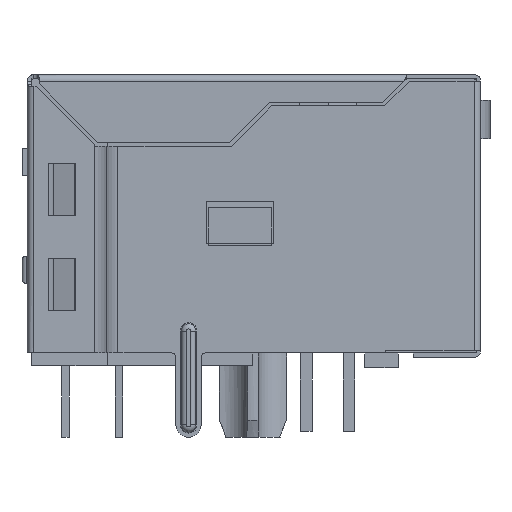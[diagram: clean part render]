
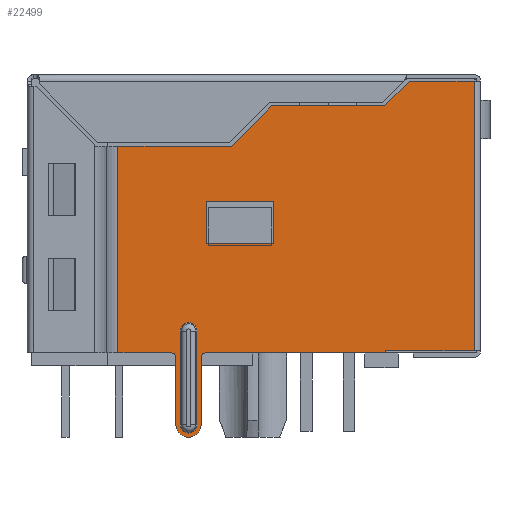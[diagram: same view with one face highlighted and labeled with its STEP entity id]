
A CAD part, left-side view. The second image highlights one B-rep face of the part: STEP entity #22499.
In plain terms, the highlighted planar face has unit normal (-1, 0, 0).
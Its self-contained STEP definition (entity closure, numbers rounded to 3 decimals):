
#1502=LINE('',#30058,#3132);
#1503=LINE('',#30068,#3133);
#1572=LINE('',#30286,#3202);
#1576=LINE('',#30295,#3206);
#1579=LINE('',#30301,#3209);
#1582=LINE('',#30307,#3212);
#2214=LINE('',#34471,#3844);
#2219=LINE('',#34484,#3849);
#2224=LINE('',#34497,#3854);
#2227=LINE('',#34511,#3857);
#2231=LINE('',#34522,#3861);
#2233=LINE('',#34526,#3863);
#2236=LINE('',#34530,#3866);
#2240=LINE('',#34535,#3870);
#2245=LINE('',#34544,#3875);
#2248=LINE('',#34550,#3878);
#2251=LINE('',#34556,#3881);
#2256=LINE('',#34563,#3886);
#2257=LINE('',#34565,#3887);
#3132=VECTOR('',#25446,1000.);
#3133=VECTOR('',#25461,1000.);
#3202=VECTOR('',#25700,1000.);
#3206=VECTOR('',#25706,1000.);
#3209=VECTOR('',#25711,1000.);
#3212=VECTOR('',#25716,1000.);
#3844=VECTOR('',#27304,1000.);
#3849=VECTOR('',#27315,1000.);
#3854=VECTOR('',#27328,1000.);
#3857=VECTOR('',#27341,1000.);
#3861=VECTOR('',#27349,1000.);
#3863=VECTOR('',#27353,1000.);
#3866=VECTOR('',#27358,1000.);
#3870=VECTOR('',#27364,1000.);
#3875=VECTOR('',#27371,1000.);
#3878=VECTOR('',#27376,1000.);
#3881=VECTOR('',#27381,1000.);
#3886=VECTOR('',#27388,1000.);
#3887=VECTOR('',#27391,1000.);
#8502=ORIENTED_EDGE('',*,*,#10805,.T.);
#8503=ORIENTED_EDGE('',*,*,#9502,.F.);
#8504=ORIENTED_EDGE('',*,*,#10782,.F.);
#8505=ORIENTED_EDGE('',*,*,#10785,.F.);
#8506=ORIENTED_EDGE('',*,*,#10789,.F.);
#8507=ORIENTED_EDGE('',*,*,#9498,.F.);
#8508=ORIENTED_EDGE('',*,*,#10802,.T.);
#8509=ORIENTED_EDGE('',*,*,#10800,.T.);
#8510=ORIENTED_EDGE('',*,*,#10825,.T.);
#8511=ORIENTED_EDGE('',*,*,#10795,.T.);
#8512=ORIENTED_EDGE('',*,*,#10826,.T.);
#8513=ORIENTED_EDGE('',*,*,#10820,.T.);
#8514=ORIENTED_EDGE('',*,*,#10817,.T.);
#8515=ORIENTED_EDGE('',*,*,#10814,.T.);
#8516=ORIENTED_EDGE('',*,*,#10809,.T.);
#8517=ORIENTED_EDGE('',*,*,#10776,.T.);
#8518=ORIENTED_EDGE('',*,*,#9660,.F.);
#8519=ORIENTED_EDGE('',*,*,#9650,.F.);
#8520=ORIENTED_EDGE('',*,*,#9654,.F.);
#8521=ORIENTED_EDGE('',*,*,#9657,.F.);
#8522=ORIENTED_EDGE('',*,*,#9542,.F.);
#8523=ORIENTED_EDGE('',*,*,#9540,.F.);
#8524=ORIENTED_EDGE('',*,*,#9544,.F.);
#8525=ORIENTED_EDGE('',*,*,#9545,.F.);
#9498=EDGE_CURVE('',#11495,#11496,#12460,.T.);
#9502=EDGE_CURVE('',#11499,#11500,#12462,.T.);
#9540=EDGE_CURVE('',#11524,#11523,#1502,.T.);
#9542=EDGE_CURVE('',#11523,#11525,#12489,.T.);
#9544=EDGE_CURVE('',#11526,#11524,#12491,.T.);
#9545=EDGE_CURVE('',#11525,#11526,#1503,.T.);
#9650=EDGE_CURVE('',#11591,#11592,#1572,.T.);
#9654=EDGE_CURVE('',#11595,#11591,#1576,.T.);
#9657=EDGE_CURVE('',#11597,#11595,#1579,.T.);
#9660=EDGE_CURVE('',#11592,#11597,#1582,.T.);
#10776=EDGE_CURVE('',#12343,#12342,#2214,.T.);
#10782=EDGE_CURVE('',#12348,#11499,#2219,.T.);
#10785=EDGE_CURVE('',#12350,#12348,#12626,.T.);
#10789=EDGE_CURVE('',#11496,#12350,#2224,.T.);
#10795=EDGE_CURVE('',#12358,#12356,#2227,.T.);
#10800=EDGE_CURVE('',#12363,#12362,#2231,.T.);
#10802=EDGE_CURVE('',#11495,#12363,#2233,.T.);
#10805=EDGE_CURVE('',#12342,#11500,#2236,.T.);
#10809=EDGE_CURVE('',#12364,#12343,#2240,.T.);
#10814=EDGE_CURVE('',#12367,#12364,#2245,.T.);
#10817=EDGE_CURVE('',#12369,#12367,#2248,.T.);
#10820=EDGE_CURVE('',#12371,#12369,#2251,.T.);
#10825=EDGE_CURVE('',#12362,#12358,#2256,.T.);
#10826=EDGE_CURVE('',#12356,#12371,#2257,.T.);
#11495=VERTEX_POINT('',#29973);
#11496=VERTEX_POINT('',#29974);
#11499=VERTEX_POINT('',#29982);
#11500=VERTEX_POINT('',#29983);
#11523=VERTEX_POINT('',#30055);
#11524=VERTEX_POINT('',#30057);
#11525=VERTEX_POINT('',#30061);
#11526=VERTEX_POINT('',#30065);
#11591=VERTEX_POINT('',#30287);
#11592=VERTEX_POINT('',#30288);
#11595=VERTEX_POINT('',#30296);
#11597=VERTEX_POINT('',#30302);
#12342=VERTEX_POINT('',#34470);
#12343=VERTEX_POINT('',#34472);
#12348=VERTEX_POINT('',#34485);
#12350=VERTEX_POINT('',#34491);
#12356=VERTEX_POINT('',#34509);
#12358=VERTEX_POINT('',#34512);
#12362=VERTEX_POINT('',#34521);
#12363=VERTEX_POINT('',#34523);
#12364=VERTEX_POINT('',#34536);
#12367=VERTEX_POINT('',#34545);
#12369=VERTEX_POINT('',#34551);
#12371=VERTEX_POINT('',#34557);
#12460=CIRCLE('',#22953,0.2);
#12462=CIRCLE('',#22956,0.2);
#12489=CIRCLE('',#22997,0.4);
#12491=CIRCLE('',#23000,0.4);
#12626=CIRCLE('',#23572,0.6);
#13636=EDGE_LOOP('',(#8502,#8503,#8504,#8505,#8506,#8507,#8508,#8509,#8510,
#8511,#8512,#8513,#8514,#8515,#8516,#8517));
#13637=EDGE_LOOP('',(#8518,#8519,#8520,#8521));
#13638=EDGE_LOOP('',(#8522,#8523,#8524,#8525));
#14634=FACE_BOUND('',#13636,.T.);
#14635=FACE_BOUND('',#13637,.T.);
#14636=FACE_BOUND('',#13638,.T.);
#15319=PLANE('',#23633);
#22499=ADVANCED_FACE('',(#14634,#14635,#14636),#15319,.T.);
#22953=AXIS2_PLACEMENT_3D('',#29972,#25348,#25349);
#22956=AXIS2_PLACEMENT_3D('',#29981,#25356,#25357);
#22997=AXIS2_PLACEMENT_3D('',#30062,#25451,#25452);
#23000=AXIS2_PLACEMENT_3D('',#30066,#25457,#25458);
#23572=AXIS2_PLACEMENT_3D('',#34490,#27320,#27321);
#23633=AXIS2_PLACEMENT_3D('',#34641,#27506,#27507);
#25348=DIRECTION('',(-1.,0.,0.));
#25349=DIRECTION('',(0.,1.,0.));
#25356=DIRECTION('',(-1.,0.,0.));
#25357=DIRECTION('',(0.,1.,0.));
#25446=DIRECTION('',(0.,0.,1.));
#25451=DIRECTION('',(-1.,0.,0.));
#25452=DIRECTION('',(0.,1.,0.));
#25457=DIRECTION('',(-1.,0.,0.));
#25458=DIRECTION('',(0.,1.,0.));
#25461=DIRECTION('',(0.,0.,-1.));
#25700=DIRECTION('',(0.,0.,-1.));
#25706=DIRECTION('',(0.,1.,0.));
#25711=DIRECTION('',(0.,0.,1.));
#25716=DIRECTION('',(0.,-1.,0.));
#27304=DIRECTION('',(0.,0.,-1.));
#27315=DIRECTION('',(0.,0.,1.));
#27320=DIRECTION('',(1.,0.,0.));
#27321=DIRECTION('',(0.,-1.,0.));
#27328=DIRECTION('',(0.,0.,-1.));
#27341=DIRECTION('',(0.,0.,1.));
#27349=DIRECTION('',(0.,0.,1.));
#27353=DIRECTION('',(0.,-1.,0.));
#27358=DIRECTION('',(0.,-1.,0.));
#27364=DIRECTION('',(0.,1.,0.));
#27371=DIRECTION('',(0.,0.707,-0.707));
#27376=DIRECTION('',(0.,1.,0.));
#27381=DIRECTION('',(0.,0.707,-0.707));
#27388=DIRECTION('',(0.,-1.,0.));
#27391=DIRECTION('',(0.,1.,0.));
#27506=DIRECTION('',(-1.,0.,0.));
#27507=DIRECTION('',(0.,1.,0.));
#29972=CARTESIAN_POINT('',(-7.875,2.3,0.4));
#29973=CARTESIAN_POINT('',(-7.875,2.3,0.6));
#29974=CARTESIAN_POINT('',(-7.875,2.5,0.4));
#29981=CARTESIAN_POINT('',(-7.875,3.9,0.4));
#29982=CARTESIAN_POINT('',(-7.875,3.7,0.4));
#29983=CARTESIAN_POINT('',(-7.875,3.9,0.6));
#30055=CARTESIAN_POINT('',(-7.875,2.7,1.635));
#30057=CARTESIAN_POINT('',(-7.875,2.7,-2.8));
#30058=CARTESIAN_POINT('',(-7.875,2.7,-2.8));
#30061=CARTESIAN_POINT('',(-7.875,3.5,1.635));
#30062=CARTESIAN_POINT('',(-7.875,3.1,1.635));
#30065=CARTESIAN_POINT('',(-7.875,3.5,-2.8));
#30066=CARTESIAN_POINT('',(-7.875,3.1,-2.8));
#30068=CARTESIAN_POINT('',(-7.875,3.5,1.635));
#30286=CARTESIAN_POINT('',(-7.875,2.25,7.8));
#30287=CARTESIAN_POINT('',(-7.875,2.25,7.8));
#30288=CARTESIAN_POINT('',(-7.875,2.25,5.8));
#30295=CARTESIAN_POINT('',(-7.875,-0.95,7.8));
#30296=CARTESIAN_POINT('',(-7.875,-0.95,7.8));
#30301=CARTESIAN_POINT('',(-7.875,-0.95,5.8));
#30302=CARTESIAN_POINT('',(-7.875,-0.95,5.8));
#30307=CARTESIAN_POINT('',(-7.875,2.25,5.8));
#34470=CARTESIAN_POINT('',(-7.875,6.45,0.6));
#34471=CARTESIAN_POINT('',(-7.875,6.45,10.416));
#34472=CARTESIAN_POINT('',(-7.875,6.45,10.416));
#34484=CARTESIAN_POINT('',(-7.875,3.7,-2.8));
#34485=CARTESIAN_POINT('',(-7.875,3.7,-2.8));
#34490=CARTESIAN_POINT('',(-7.875,3.1,-2.8));
#34491=CARTESIAN_POINT('',(-7.875,2.5,-2.8));
#34497=CARTESIAN_POINT('',(-7.875,2.5,0.));
#34509=CARTESIAN_POINT('',(-7.875,-10.45,13.5));
#34511=CARTESIAN_POINT('',(-7.875,-10.45,0.7));
#34512=CARTESIAN_POINT('',(-7.875,-10.45,0.7));
#34521=CARTESIAN_POINT('',(-7.875,-6.25,0.7));
#34522=CARTESIAN_POINT('',(-7.875,-6.25,0.7));
#34523=CARTESIAN_POINT('',(-7.875,-6.25,0.6));
#34526=CARTESIAN_POINT('',(-7.875,-6.25,0.6));
#34530=CARTESIAN_POINT('',(-7.875,4.6,0.6));
#34535=CARTESIAN_POINT('',(-7.875,1.074,10.416));
#34536=CARTESIAN_POINT('',(-7.875,1.074,10.416));
#34544=CARTESIAN_POINT('',(-7.875,-0.826,12.316));
#34545=CARTESIAN_POINT('',(-7.875,-0.826,12.316));
#34550=CARTESIAN_POINT('',(-7.875,-6.196,12.316));
#34551=CARTESIAN_POINT('',(-7.875,-6.196,12.316));
#34556=CARTESIAN_POINT('',(-7.875,-7.38,13.5));
#34557=CARTESIAN_POINT('',(-7.875,-7.38,13.5));
#34563=CARTESIAN_POINT('',(-7.875,-10.58,0.7));
#34565=CARTESIAN_POINT('',(-7.875,-10.58,13.5));
#34641=CARTESIAN_POINT('',(-7.875,-10.58,0.7));
